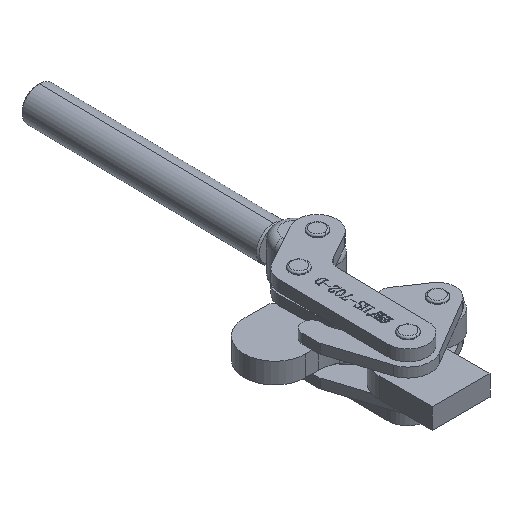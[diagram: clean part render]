
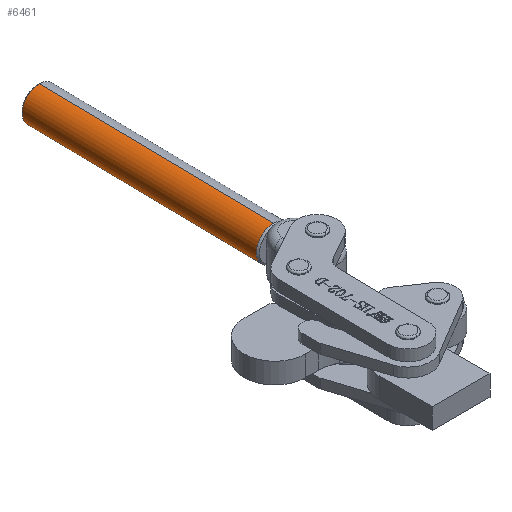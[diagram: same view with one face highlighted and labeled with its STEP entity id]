
A CAD part, isometric view. The second image highlights one B-rep face of the part: STEP entity #6461.
In plain terms, the highlighted cylindrical face has radius 10.85 mm (diameter 21.7 mm), a partial arc.
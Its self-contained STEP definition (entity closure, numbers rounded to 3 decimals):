
#59 = DIRECTION ( 'NONE',  ( 0., 1., 0. ) ) ;
#61 = CARTESIAN_POINT ( 'NONE',  ( 0., 156.69, 10.85 ) ) ;
#72 = CARTESIAN_POINT ( 'NONE',  ( 0., 156.69, -10.85 ) ) ;
#79 = DIRECTION ( 'NONE',  ( 0., 1., 0. ) ) ;
#97 = DIRECTION ( 'NONE',  ( 0., 1., 0. ) ) ;
#109 = DIRECTION ( 'NONE',  ( 0., -1., 0. ) ) ;
#115 = CARTESIAN_POINT ( 'NONE',  ( 0., 178.4, 0. ) ) ;
#140 = DIRECTION ( 'NONE',  ( 0., 0., -1. ) ) ;
#179 = DIRECTION ( 'NONE',  ( 0., 0., 1. ) ) ;
#187 = CARTESIAN_POINT ( 'NONE',  ( 0., 28., 0. ) ) ;
#4162 = EDGE_CURVE ( 'NONE', #15402, #15445, #7910, .T. ) ;
#4163 = EDGE_CURVE ( 'NONE', #15390, #15388, #7915, .T. ) ;
#4165 = EDGE_CURVE ( 'NONE', #15402, #15390, #7919, .T. ) ;
#4166 = EDGE_CURVE ( 'NONE', #15388, #15445, #7920, .T. ) ;
#5644 = AXIS2_PLACEMENT_3D ( 'NONE', #115, #109, #140 ) ;
#5645 = AXIS2_PLACEMENT_3D ( 'NONE', #187, #97, #179 ) ;
#6461 = ADVANCED_FACE ( 'NONE', ( #8077 ), #8086, .T. ) ;
#7444 = ORIENTED_EDGE ( 'NONE', *, *, #4166, .T. ) ;
#7628 = ORIENTED_EDGE ( 'NONE', *, *, #4163, .T. ) ;
#7629 = ORIENTED_EDGE ( 'NONE', *, *, #4165, .T. ) ;
#7630 = ORIENTED_EDGE ( 'NONE', *, *, #4162, .F. ) ;
#7910 = LINE ( 'NONE', #72, #7916 ) ;
#7915 = LINE ( 'NONE', #61, #7918 ) ;
#7916 = VECTOR ( 'NONE', #79, 1000. ) ;
#7918 = VECTOR ( 'NONE', #59, 1000. ) ;
#7919 = CIRCLE ( 'NONE', #5645, 10.85 ) ;
#7920 = CIRCLE ( 'NONE', #5644, 10.85 ) ;
#8077 = FACE_OUTER_BOUND ( 'NONE', #19375, .T. ) ;
#8086 = CYLINDRICAL_SURFACE ( 'NONE', #18664, 10.85 ) ;
#12783 = DIRECTION ( 'NONE',  ( 0., 1., 0. ) ) ;
#12789 = DIRECTION ( 'NONE',  ( 0., 0., 1. ) ) ;
#12792 = CARTESIAN_POINT ( 'NONE',  ( 0., 156.69, 0. ) ) ;
#15388 = VERTEX_POINT ( 'NONE', #21223 ) ;
#15390 = VERTEX_POINT ( 'NONE', #21225 ) ;
#15402 = VERTEX_POINT ( 'NONE', #21237 ) ;
#15445 = VERTEX_POINT ( 'NONE', #21280 ) ;
#18664 = AXIS2_PLACEMENT_3D ( 'NONE', #12792, #12783, #12789 ) ;
#19375 = EDGE_LOOP ( 'NONE', ( #7630, #7629, #7628, #7444 ) ) ;
#21223 = CARTESIAN_POINT ( 'NONE',  ( 0., 178.4, 10.85 ) ) ;
#21225 = CARTESIAN_POINT ( 'NONE',  ( 0., 28., 10.85 ) ) ;
#21237 = CARTESIAN_POINT ( 'NONE',  ( 0., 28., -10.85 ) ) ;
#21280 = CARTESIAN_POINT ( 'NONE',  ( 0., 178.4, -10.85 ) ) ;
